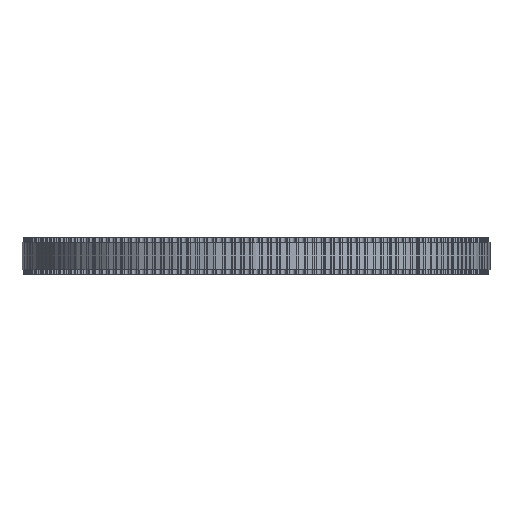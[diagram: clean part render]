
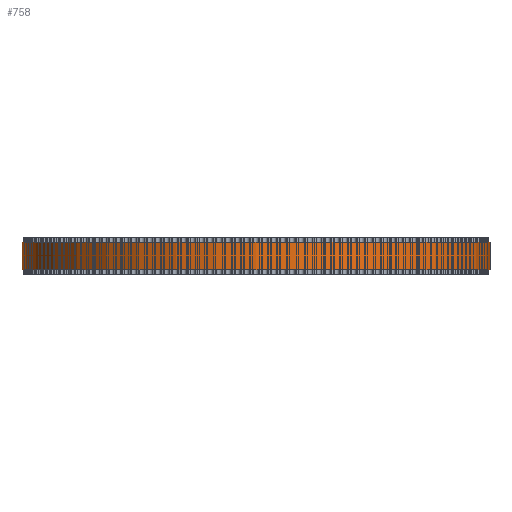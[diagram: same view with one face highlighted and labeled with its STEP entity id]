
A CAD part, front view. The second image highlights one B-rep face of the part: STEP entity #758.
In plain terms, the highlighted cylindrical face has radius 50.611 mm (diameter 101.223 mm), a full revolution.
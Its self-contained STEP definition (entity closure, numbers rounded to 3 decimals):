
#97=FACE_BOUND('',#2672,.T.);
#98=FACE_BOUND('',#2673,.T.);
#758=ADVANCED_FACE('',(#97,#98),#1395,.T.);
#1395=CYLINDRICAL_SURFACE('',#14135,50.611);
#2672=EDGE_LOOP('',(#7762));
#2673=EDGE_LOOP('',(#7763));
#7762=ORIENTED_EDGE('',*,*,#10946,.T.);
#7763=ORIENTED_EDGE('',*,*,#10947,.T.);
#9036=VERTEX_POINT('',#22420);
#9037=VERTEX_POINT('',#22422);
#10946=EDGE_CURVE('',#9036,#9036,#12220,.T.);
#10947=EDGE_CURVE('',#9037,#9037,#12221,.T.);
#12220=CIRCLE('',#14133,50.611);
#12221=CIRCLE('',#14134,50.611);
#14133=AXIS2_PLACEMENT_3D('',#22419,#18594,#18595);
#14134=AXIS2_PLACEMENT_3D('',#22421,#18596,#18597);
#14135=AXIS2_PLACEMENT_3D('',#22423,#18598,#18599);
#18594=DIRECTION('',(0.,0.,1.));
#18595=DIRECTION('',(1.,0.,0.));
#18596=DIRECTION('',(0.,0.,-1.));
#18597=DIRECTION('',(1.,0.,0.));
#18598=DIRECTION('',(0.,0.,1.));
#18599=DIRECTION('',(1.,0.,0.));
#22419=CARTESIAN_POINT('',(0.,0.,1.));
#22420=CARTESIAN_POINT('',(50.611,0.,1.));
#22421=CARTESIAN_POINT('',(0.,0.,7.));
#22422=CARTESIAN_POINT('',(50.611,0.,7.));
#22423=CARTESIAN_POINT('',(0.,0.,1.));
